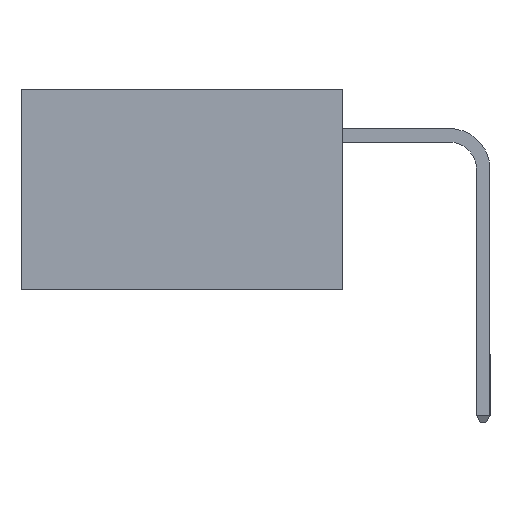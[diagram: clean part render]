
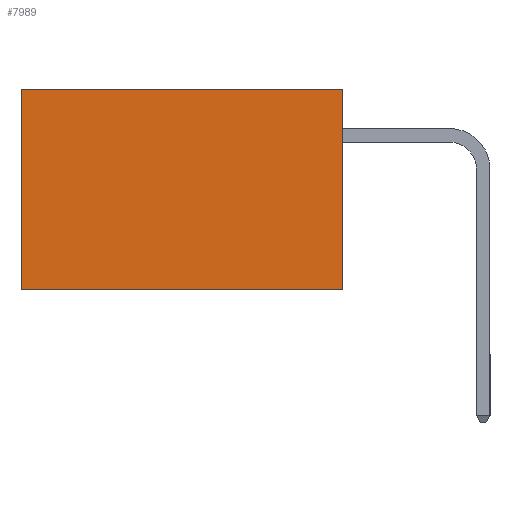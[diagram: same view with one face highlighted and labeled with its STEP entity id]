
A CAD part, left-side view. The second image highlights one B-rep face of the part: STEP entity #7989.
In plain terms, the highlighted planar face has unit normal (-1, 0, 0).
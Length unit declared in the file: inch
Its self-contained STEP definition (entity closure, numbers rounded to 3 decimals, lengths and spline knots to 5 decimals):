
#265 = VECTOR ( 'NONE', #9195, 39.37008 ) ;
#569 = CARTESIAN_POINT ( 'NONE',  ( 0.277, 0., -0.37 ) ) ;
#1356 = DIRECTION ( 'NONE',  ( 0., 1., 0. ) ) ;
#1358 = CARTESIAN_POINT ( 'NONE',  ( 0.277, 0., 0. ) ) ;
#1636 = DIRECTION ( 'NONE',  ( 0., 1., 0. ) ) ;
#1928 = ORIENTED_EDGE ( 'NONE', *, *, #11959, .T. ) ;
#2279 = ORIENTED_EDGE ( 'NONE', *, *, #4785, .T. ) ;
#2377 = EDGE_CURVE ( 'NONE', #13071, #13476, #8561, .T. ) ;
#3071 = VECTOR ( 'NONE', #11312, 39.37008 ) ;
#3169 = CARTESIAN_POINT ( 'NONE',  ( 0.277, 0., 0. ) ) ;
#4601 = DIRECTION ( 'NONE',  ( 0., 0., -1. ) ) ;
#4602 = DIRECTION ( 'NONE',  ( 1., 0., 0. ) ) ;
#4659 = PLANE ( 'NONE',  #5206 ) ;
#4785 = EDGE_CURVE ( 'NONE', #13071, #6857, #8173, .T. ) ;
#5206 = AXIS2_PLACEMENT_3D ( 'NONE', #5215, #4602, #4601 ) ;
#5215 = CARTESIAN_POINT ( 'NONE',  ( 0.277, 0., -0.37 ) ) ;
#5239 = FACE_OUTER_BOUND ( 'NONE', #9520, .T. ) ;
#5447 = LINE ( 'NONE', #569, #13465 ) ;
#6857 = VERTEX_POINT ( 'NONE', #8575 ) ;
#7866 = ORIENTED_EDGE ( 'NONE', *, *, #13600, .F. ) ;
#7989 = ADVANCED_FACE ( 'NONE', ( #5239 ), #4659, .F. ) ;
#8087 = CARTESIAN_POINT ( 'NONE',  ( 0.277, 0., -0.37 ) ) ;
#8173 = LINE ( 'NONE', #1358, #10894 ) ;
#8561 = LINE ( 'NONE', #11815, #3071 ) ;
#8575 = CARTESIAN_POINT ( 'NONE',  ( 0.277, 0.59, 0. ) ) ;
#9152 = CARTESIAN_POINT ( 'NONE',  ( 0.277, 0.59, -0.37 ) ) ;
#9195 = DIRECTION ( 'NONE',  ( 0., 0., -1. ) ) ;
#9520 = EDGE_LOOP ( 'NONE', ( #1928, #7866, #10588, #2279 ) ) ;
#10588 = ORIENTED_EDGE ( 'NONE', *, *, #2377, .F. ) ;
#10894 = VECTOR ( 'NONE', #1356, 39.37008 ) ;
#11312 = DIRECTION ( 'NONE',  ( 0., 0., -1. ) ) ;
#11359 = LINE ( 'NONE', #9152, #265 ) ;
#11787 = CARTESIAN_POINT ( 'NONE',  ( 0.277, 0.59, -0.37 ) ) ;
#11815 = CARTESIAN_POINT ( 'NONE',  ( 0.277, 0., -0.37 ) ) ;
#11959 = EDGE_CURVE ( 'NONE', #6857, #12296, #11359, .T. ) ;
#12296 = VERTEX_POINT ( 'NONE', #11787 ) ;
#13071 = VERTEX_POINT ( 'NONE', #3169 ) ;
#13465 = VECTOR ( 'NONE', #1636, 39.37008 ) ;
#13476 = VERTEX_POINT ( 'NONE', #8087 ) ;
#13600 = EDGE_CURVE ( 'NONE', #13476, #12296, #5447, .T. ) ;
